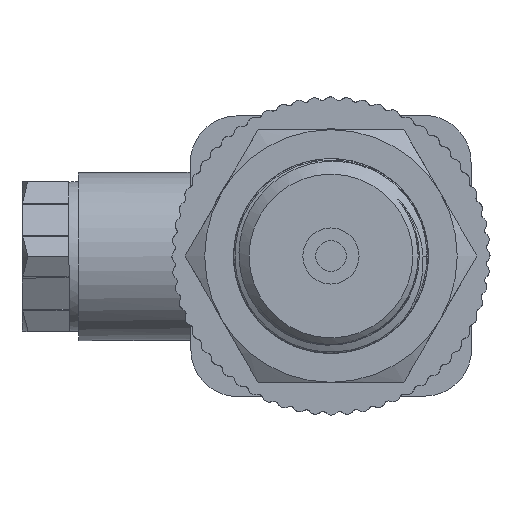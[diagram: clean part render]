
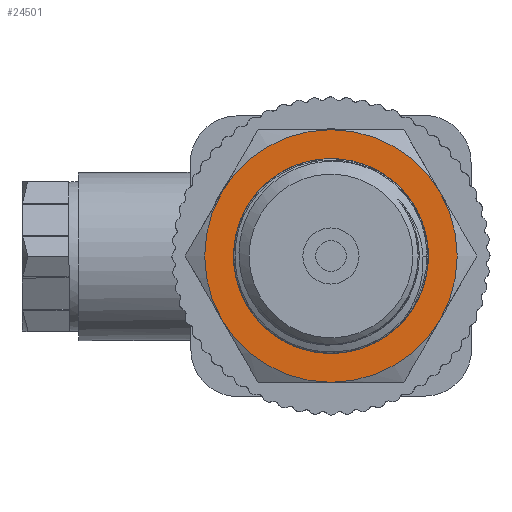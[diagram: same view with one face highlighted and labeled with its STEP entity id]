
A CAD part, left-side view. The second image highlights one B-rep face of the part: STEP entity #24501.
In plain terms, the highlighted planar face has unit normal (-1, 0, 0).
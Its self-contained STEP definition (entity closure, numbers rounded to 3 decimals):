
#299=PLANE('',#25795);
#1521=FACE_BOUND('',#3386,.T.);
#1986=FACE_OUTER_BOUND('',#3385,.T.);
#3385=EDGE_LOOP('',(#18297));
#3386=EDGE_LOOP('',(#18298));
#4616=CIRCLE('',#25785,10.);
#4618=CIRCLE('',#25793,13.5);
#10785=VERTEX_POINT('',#48090);
#10786=VERTEX_POINT('',#49944);
#13588=EDGE_CURVE('',#10785,#10785,#4616,.T.);
#13596=EDGE_CURVE('',#10786,#10786,#4618,.T.);
#18297=ORIENTED_EDGE('',*,*,#13596,.F.);
#18298=ORIENTED_EDGE('',*,*,#13588,.T.);
#24501=ADVANCED_FACE('',(#1986,#1521),#299,.T.);
#25785=AXIS2_PLACEMENT_3D('',#48091,#27719,#27720);
#25793=AXIS2_PLACEMENT_3D('',#49946,#27738,#27739);
#25795=AXIS2_PLACEMENT_3D('',#49948,#27742,#27743);
#27719=DIRECTION('center_axis',(1.,0.,0.));
#27720=DIRECTION('ref_axis',(0.,0.,-1.));
#27738=DIRECTION('center_axis',(1.,0.,0.));
#27739=DIRECTION('ref_axis',(0.,0.,-1.));
#27742=DIRECTION('center_axis',(-1.,0.,0.));
#27743=DIRECTION('ref_axis',(0.,0.,1.));
#48090=CARTESIAN_POINT('',(-47.,0.,10.));
#48091=CARTESIAN_POINT('Origin',(-47.,0.,0.));
#49944=CARTESIAN_POINT('',(-47.,-13.5,0.));
#49946=CARTESIAN_POINT('Origin',(-47.,0.,0.));
#49948=CARTESIAN_POINT('Origin',(-47.,13.5,0.));
